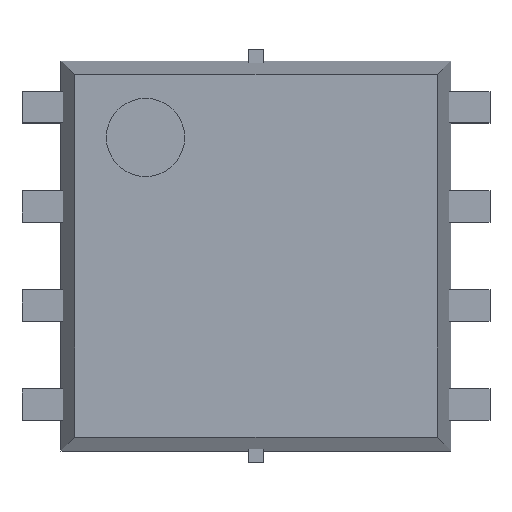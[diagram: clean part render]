
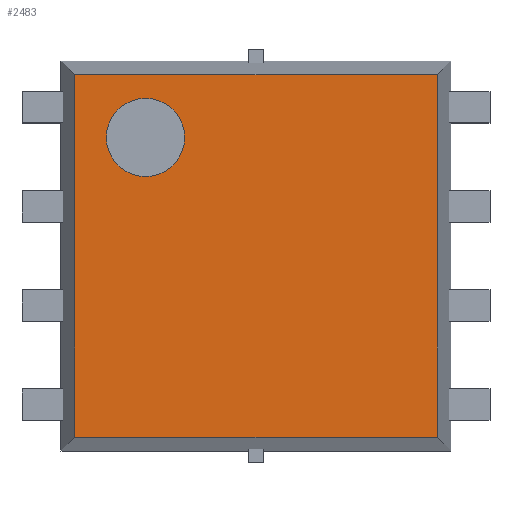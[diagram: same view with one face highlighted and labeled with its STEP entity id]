
A CAD part, top view. The second image highlights one B-rep face of the part: STEP entity #2483.
In plain terms, the highlighted planar face has unit normal (0, 0, 1).
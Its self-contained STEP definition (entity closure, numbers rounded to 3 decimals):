
#1698 = VERTEX_POINT('',#1699);
#1699 = CARTESIAN_POINT('',(-1.918,1.519,1.));
#1705 = EDGE_CURVE('',#1706,#1698,#1708,.T.);
#1706 = VERTEX_POINT('',#1707);
#1707 = CARTESIAN_POINT('',(-0.915,1.519,1.));
#1708 = CIRCLE('',#1709,0.502);
#1709 = AXIS2_PLACEMENT_3D('',#1710,#1711,#1712);
#1710 = CARTESIAN_POINT('',(-1.416,1.519,1.));
#1711 = DIRECTION('',(0.,0.,1.));
#1712 = DIRECTION('',(-1.,0.,0.));
#2170 = VERTEX_POINT('',#2171);
#2171 = CARTESIAN_POINT('',(-2.324,2.324,1.));
#2177 = EDGE_CURVE('',#2178,#2170,#2180,.T.);
#2178 = VERTEX_POINT('',#2179);
#2179 = CARTESIAN_POINT('',(2.324,2.324,1.));
#2180 = LINE('',#2181,#2182);
#2181 = CARTESIAN_POINT('',(-2.5,2.324,1.));
#2182 = VECTOR('',#2183,1.);
#2183 = DIRECTION('',(-1.,0.,0.));
#2263 = VERTEX_POINT('',#2264);
#2264 = CARTESIAN_POINT('',(-2.324,-2.324,1.));
#2270 = EDGE_CURVE('',#2170,#2263,#2271,.T.);
#2271 = LINE('',#2272,#2273);
#2272 = CARTESIAN_POINT('',(-2.324,-2.5,1.));
#2273 = VECTOR('',#2274,1.);
#2274 = DIRECTION('',(0.,-1.,0.));
#2349 = VERTEX_POINT('',#2350);
#2350 = CARTESIAN_POINT('',(2.324,-2.324,1.));
#2356 = EDGE_CURVE('',#2263,#2349,#2357,.T.);
#2357 = LINE('',#2358,#2359);
#2358 = CARTESIAN_POINT('',(-2.5,-2.324,1.));
#2359 = VECTOR('',#2360,1.);
#2360 = DIRECTION('',(1.,0.,0.));
#2472 = EDGE_CURVE('',#2349,#2178,#2473,.T.);
#2473 = LINE('',#2474,#2475);
#2474 = CARTESIAN_POINT('',(2.324,-2.5,1.));
#2475 = VECTOR('',#2476,1.);
#2476 = DIRECTION('',(0.,1.,0.));
#2483 = ADVANCED_FACE('',(#2484,#2494),#2500,.T.);
#2484 = FACE_BOUND('',#2485,.T.);
#2485 = EDGE_LOOP('',(#2486,#2493));
#2486 = ORIENTED_EDGE('',*,*,#2487,.F.);
#2487 = EDGE_CURVE('',#1698,#1706,#2488,.T.);
#2488 = CIRCLE('',#2489,0.502);
#2489 = AXIS2_PLACEMENT_3D('',#2490,#2491,#2492);
#2490 = CARTESIAN_POINT('',(-1.416,1.519,1.));
#2491 = DIRECTION('',(0.,0.,1.));
#2492 = DIRECTION('',(-1.,0.,0.));
#2493 = ORIENTED_EDGE('',*,*,#1705,.F.);
#2494 = FACE_BOUND('',#2495,.T.);
#2495 = EDGE_LOOP('',(#2496,#2497,#2498,#2499));
#2496 = ORIENTED_EDGE('',*,*,#2177,.T.);
#2497 = ORIENTED_EDGE('',*,*,#2270,.T.);
#2498 = ORIENTED_EDGE('',*,*,#2356,.T.);
#2499 = ORIENTED_EDGE('',*,*,#2472,.T.);
#2500 = PLANE('',#2501);
#2501 = AXIS2_PLACEMENT_3D('',#2502,#2503,#2504);
#2502 = CARTESIAN_POINT('',(0.,0.,1.));
#2503 = DIRECTION('',(0.,0.,1.));
#2504 = DIRECTION('',(-1.,0.,0.));
